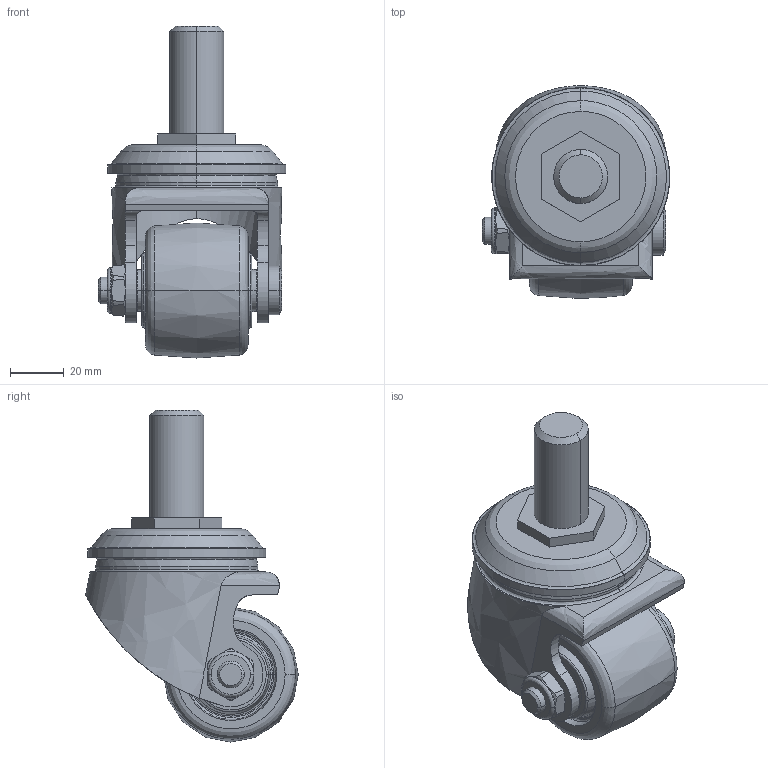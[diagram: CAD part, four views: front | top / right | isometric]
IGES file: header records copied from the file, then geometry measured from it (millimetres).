
Start section: ------------------------------------------------------------------------
Global section: file name: PC003.47324.TCA_540SA_NRB50_5914.igs; native system: spGate; preprocessor: ver19.8.4 (****-****-****-****); author: Unknown; organization: Unknown; date: 240425.164610; units: millimetre
Bounding box: 69.47 x 78.72 x 123 mm (x, y, z)
Volume: 172160.7 mm3; surface area: 38018.3 mm2
Topology: 2 solids, 2 shells, 171 faces, 379 edges, 232 vertices
Faces by surface type: bspline 171
